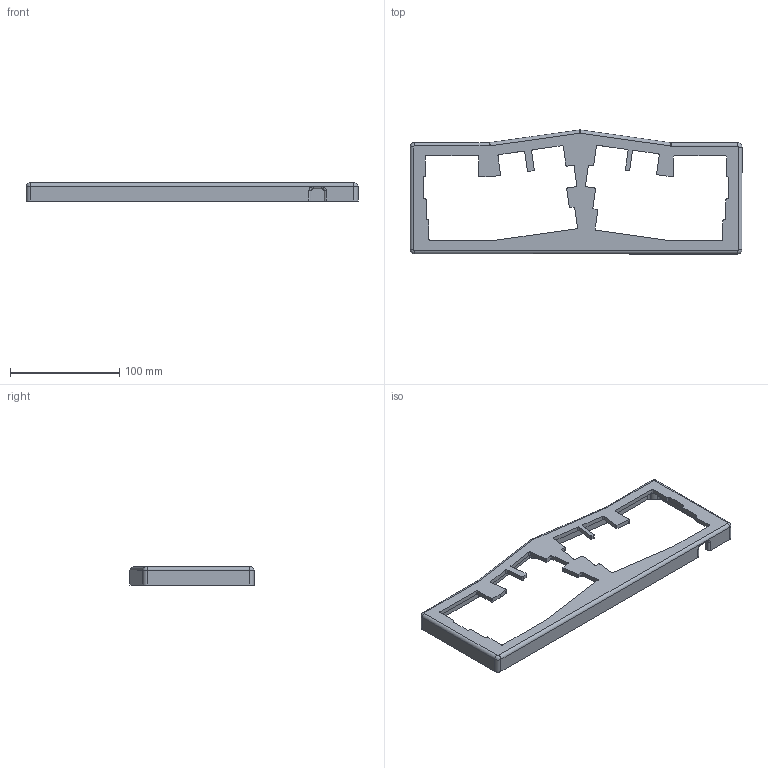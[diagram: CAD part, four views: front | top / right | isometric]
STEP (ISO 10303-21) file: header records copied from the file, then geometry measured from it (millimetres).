
FILE_DESCRIPTION(('STEP AP203'), '1');
FILE_NAME('牮赅', '', ('UNSPECIFIED'), ('UNSPECIFIED'), 'ASCON STEP Converter 1.6', 'ASCON Math Kernel', '');
FILE_SCHEMA(('CONFIG_CONTROL_DESIGN'));
Length unit declared in the file: millimetre
Bounding box: 303.58 x 113.46 x 16.5 mm (x, y, z)
Volume: 91535.7 mm3; surface area: 51999.1 mm2
Topology: 1 solids, 1 shells, 180 faces, 498 edges, 326 vertices
Faces by surface type: cylinder 93, plane 78, torus 7, bspline 2
Full cylindrical faces by diameter (mm): 2 x6
Entity records: 7407 total; most frequent: CARTESIAN_POINT 1183, DIRECTION 1033, ORIENTED_EDGE 984, EDGE_CURVE 492, AXIS2_PLACEMENT_3D 368, VERTEX_POINT 326, LINE 297, VECTOR 297
